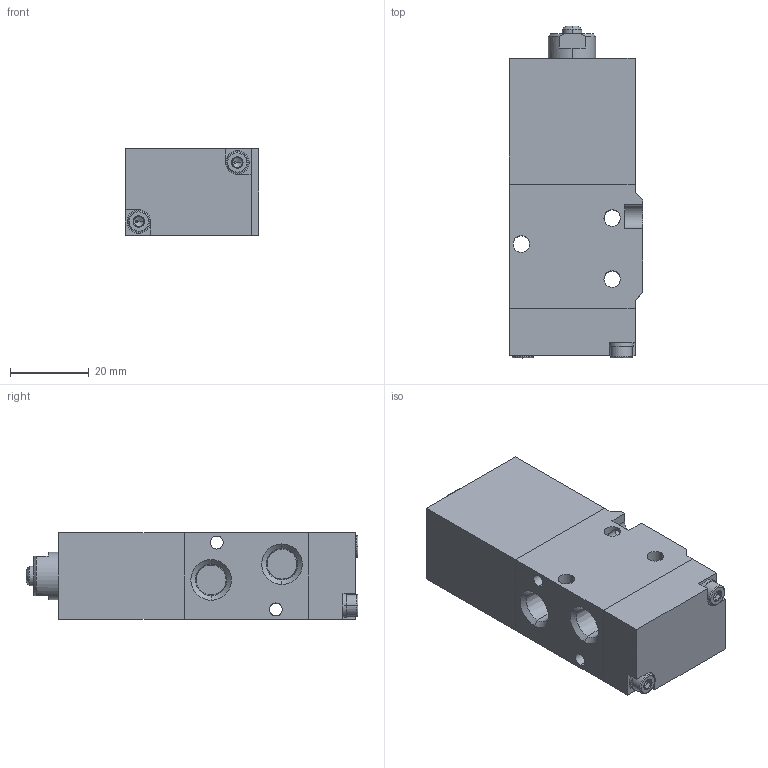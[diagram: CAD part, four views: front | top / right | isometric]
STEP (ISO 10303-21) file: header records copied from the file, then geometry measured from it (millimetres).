
FILE_DESCRIPTION (( 'STEP AP203' ), '1' );
FILE_NAME ('7001000200U.step', '2024-02-07T21:25:19', ( '' ), ( '' ), 'SwSTEP 2.0', 'SolidWorks 2023', '' );
FILE_SCHEMA (( 'CONFIG_CONTROL_DESIGN' ));
Length unit declared in the file: inch
Products named in the file (1): 7001000200U
Bounding box: 34 x 84.3 x 22 mm (x, y, z)
Volume: 52224.2 mm3; surface area: 15176.2 mm2
Topology: 7 solids, 7 shells, 159 faces, 378 edges, 234 vertices
Faces by surface type: plane 77, cylinder 38, cone 30, bspline 14
Entity records: 5137 total; most frequent: CARTESIAN_POINT 1406, DIRECTION 762, ORIENTED_EDGE 748, EDGE_CURVE 374, AXIS2_PLACEMENT_3D 282, VERTEX_POINT 234, VECTOR 198, LINE 198
